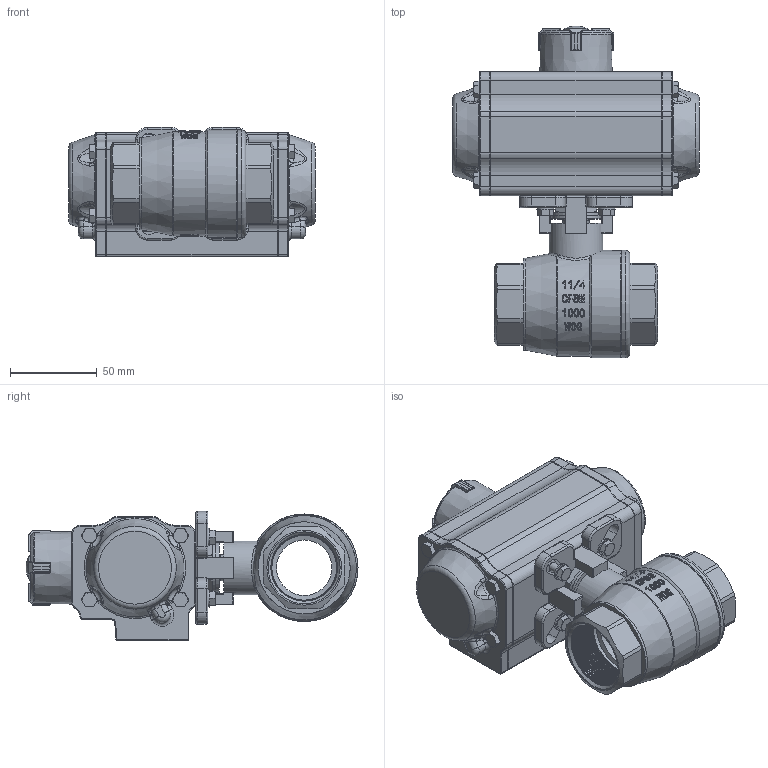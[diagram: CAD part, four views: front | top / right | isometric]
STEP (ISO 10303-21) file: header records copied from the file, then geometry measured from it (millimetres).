
FILE_DESCRIPTION(/* description */ ('Unknown'),/* implementation_level */ '2;1');
FILE_NAME(/* name */ 'DW02 9650_9651-07',/* time_stamp */ '2024-05-08T12:24:39+02:00',/* author */ ('Unknown'),/* organization */ ('Unknown'),/* preprocessor_version */ 'ST-DEVELOPER v19.4',/* originating_system */ 'Solid Edge',/* authorisation */ 'Unknown');
FILE_SCHEMA (('AUTOMOTIVE_DESIGN {1 0 10303 214 3 1 1}'));
Products named in the file (14): DW02_FR019650-07; 9650-07_o.G; 1.25-1000WOG____; hex thin nut chamfered gradeab_iso_Hexagon Thin Nut ISO - 4035 - M16 
- N; ________; Spindel_DN32; DW02_FR01_(DW20_FR15); KP-50; cup head square neck bolts grade b gb_GB_FASTENER_BOLT_CHSNBSHB M6X25
-N; ________(___________; _____________; ______; DIN125-5_3.1.3; DIN 933 M5x16 A2-70 BLK_EDST
Assembly tree (22 placements, depth 3):
  DW02_FR019650-07
    9650-07_o.G
      1.25-1000WOG____
      hex thin nut chamfered gradeab_iso_Hexagon Thin Nut ISO - 4035 - M16 
- N
      ________  x2
      Spindel_DN32
    DW02_FR01_(DW20_FR15)
      KP-50
      cup head square neck bolts grade b gb_GB_FASTENER_BOLT_CHSNBSHB M6X25
-N
      ________(___________  x2
      _____________  x2
      ______
    DIN125-5_3.1.3  x4
    DIN 933 M5x16 A2-70 BLK_EDST  x4
Bounding box: 142.2 x 191.32 x 74.5 mm (x, y, z)
Volume: 765853.1 mm3; surface area: 113376.4 mm2
Topology: 20 solids, 20 shells, 1663 faces, 4602 edges, 3030 vertices
Faces by surface type: plane 614, cylinder 459, bspline 241, cone 193, torus 146, sphere 10
Full cylindrical faces by diameter (mm): 2.1 x2, 3 x16, 3.3 x8, 4.2 x12, 5 x9, 5.3 x4, 6 x1, 6.2 x1, 8 x4, 8.8 x2, 10 x4, 11.7 x1, 13.9 x1, 14 x2, 14.2 x1, 14.4 x2, 15.008 x1, 15.9 x1, 16 x1, 20 x1, 20.883 x1, 23.5 x1, 28.58 x2, 31 x1, 31.2 x1, 32 x1, 38.5 x1, 53 x2, 62 x2
Entity records: 118906 total; most frequent: CARTESIAN_POINT 83963, ORIENTED_EDGE 7770, DIRECTION 6394, EDGE_CURVE 3885, VERTEX_POINT 2696, AXIS2_PLACEMENT_3D 2466, FACE_BOUND 1707, EDGE_LOOP 1689
